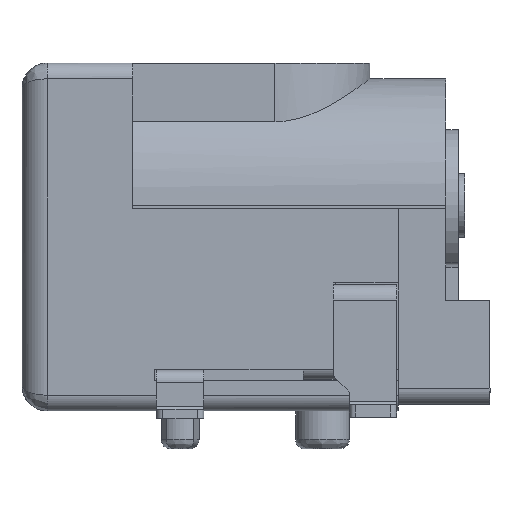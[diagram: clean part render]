
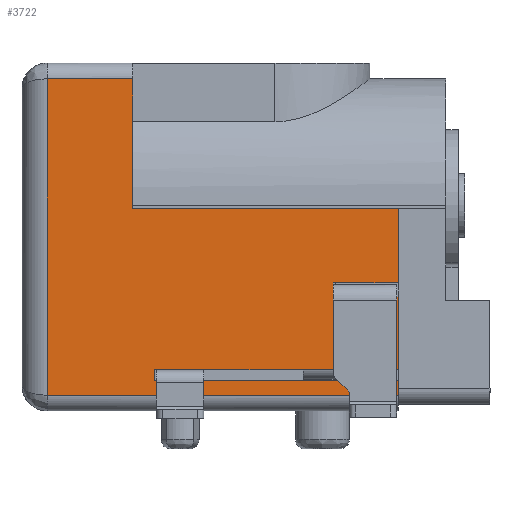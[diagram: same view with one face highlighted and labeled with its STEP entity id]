
A CAD part, front view. The second image highlights one B-rep face of the part: STEP entity #3722.
In plain terms, the highlighted planar face has unit normal (0, -1, 0).
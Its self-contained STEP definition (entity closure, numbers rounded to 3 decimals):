
#3722 = ADVANCED_FACE('',(#3723),#3861,.T.);
#3723 = FACE_BOUND('',#3724,.T.);
#3724 = EDGE_LOOP('',(#3725,#3735,#3743,#3751,#3759,#3767,#3775,#3783,
    #3791,#3799,#3807,#3815,#3823,#3831,#3839,#3847,#3855));
#3725 = ORIENTED_EDGE('',*,*,#3726,.T.);
#3726 = EDGE_CURVE('',#3727,#3729,#3731,.T.);
#3727 = VERTEX_POINT('',#3728);
#3728 = CARTESIAN_POINT('',(-1.95,-4.5,3.687));
#3729 = VERTEX_POINT('',#3730);
#3730 = CARTESIAN_POINT('',(-3.95,-4.5,3.687));
#3731 = LINE('',#3732,#3733);
#3732 = CARTESIAN_POINT('',(-1.9,-4.5,3.687));
#3733 = VECTOR('',#3734,1.);
#3734 = DIRECTION('',(-1.,0.,0.));
#3735 = ORIENTED_EDGE('',*,*,#3736,.F.);
#3736 = EDGE_CURVE('',#3737,#3729,#3739,.T.);
#3737 = VERTEX_POINT('',#3738);
#3738 = CARTESIAN_POINT('',(-3.95,-4.5,4.097));
#3739 = LINE('',#3740,#3741);
#3740 = CARTESIAN_POINT('',(-3.95,-4.5,1.241));
#3741 = VECTOR('',#3742,1.);
#3742 = DIRECTION('',(0.,0.,-1.));
#3743 = ORIENTED_EDGE('',*,*,#3744,.F.);
#3744 = EDGE_CURVE('',#3745,#3737,#3747,.T.);
#3745 = VERTEX_POINT('',#3746);
#3746 = CARTESIAN_POINT('',(-3.95,-4.5,4.15)
  );
#3747 = LINE('',#3748,#3749);
#3748 = CARTESIAN_POINT('',(-3.95,-4.5,4.15));
#3749 = VECTOR('',#3750,1.);
#3750 = DIRECTION('',(0.,0.,-1.));
#3751 = ORIENTED_EDGE('',*,*,#3752,.T.);
#3752 = EDGE_CURVE('',#3745,#3753,#3755,.T.);
#3753 = VERTEX_POINT('',#3754);
#3754 = CARTESIAN_POINT('',(-1.9,-4.5,4.15));
#3755 = LINE('',#3756,#3757);
#3756 = CARTESIAN_POINT('',(-1.9,-4.5,4.15));
#3757 = VECTOR('',#3758,1.);
#3758 = DIRECTION('',(1.,0.,0.));
#3759 = ORIENTED_EDGE('',*,*,#3760,.T.);
#3760 = EDGE_CURVE('',#3753,#3761,#3763,.T.);
#3761 = VERTEX_POINT('',#3762);
#3762 = CARTESIAN_POINT('',(-1.9,-4.5,6.5));
#3763 = LINE('',#3764,#3765);
#3764 = CARTESIAN_POINT('',(-1.9,-4.5,10.6));
#3765 = VECTOR('',#3766,1.);
#3766 = DIRECTION('',(0.,0.,1.));
#3767 = ORIENTED_EDGE('',*,*,#3768,.T.);
#3768 = EDGE_CURVE('',#3761,#3769,#3771,.T.);
#3769 = VERTEX_POINT('',#3770);
#3770 = CARTESIAN_POINT('',(-10.3,-4.5,6.5));
#3771 = LINE('',#3772,#3773);
#3772 = CARTESIAN_POINT('',(-1.9,-4.5,6.5));
#3773 = VECTOR('',#3774,1.);
#3774 = DIRECTION('',(-1.,0.,0.));
#3775 = ORIENTED_EDGE('',*,*,#3776,.T.);
#3776 = EDGE_CURVE('',#3769,#3777,#3779,.T.);
#3777 = VERTEX_POINT('',#3778);
#3778 = CARTESIAN_POINT('',(-10.3,-4.5,10.6));
#3779 = LINE('',#3780,#3781);
#3780 = CARTESIAN_POINT('',(-10.3,-4.5,10.6));
#3781 = VECTOR('',#3782,1.);
#3782 = DIRECTION('',(0.,0.,1.));
#3783 = ORIENTED_EDGE('',*,*,#3784,.T.);
#3784 = EDGE_CURVE('',#3777,#3785,#3787,.T.);
#3785 = VERTEX_POINT('',#3786);
#3786 = CARTESIAN_POINT('',(-13.,-4.5,
    10.6));
#3787 = LINE('',#3788,#3789);
#3788 = CARTESIAN_POINT('',(-1.9,-4.5,10.6));
#3789 = VECTOR('',#3790,1.);
#3790 = DIRECTION('',(-1.,0.,0.));
#3791 = ORIENTED_EDGE('',*,*,#3792,.T.);
#3792 = EDGE_CURVE('',#3785,#3793,#3795,.T.);
#3793 = VERTEX_POINT('',#3794);
#3794 = CARTESIAN_POINT('',(-13.,-4.5,
    0.6));
#3795 = LINE('',#3796,#3797);
#3796 = CARTESIAN_POINT('',(-13.,-4.5,10.6));
#3797 = VECTOR('',#3798,1.);
#3798 = DIRECTION('',(0.,0.,-1.));
#3799 = ORIENTED_EDGE('',*,*,#3800,.T.);
#3800 = EDGE_CURVE('',#3793,#3801,#3803,.T.);
#3801 = VERTEX_POINT('',#3802);
#3802 = CARTESIAN_POINT('',(-1.9,-4.5,0.6));
#3803 = LINE('',#3804,#3805);
#3804 = CARTESIAN_POINT('',(-1.9,-4.5,0.6));
#3805 = VECTOR('',#3806,1.);
#3806 = DIRECTION('',(1.,0.,0.));
#3807 = ORIENTED_EDGE('',*,*,#3808,.T.);
#3808 = EDGE_CURVE('',#3801,#3809,#3811,.T.);
#3809 = VERTEX_POINT('',#3810);
#3810 = CARTESIAN_POINT('',(-1.9,-4.5,1.05));
#3811 = LINE('',#3812,#3813);
#3812 = CARTESIAN_POINT('',(-1.9,-4.5,5.6));
#3813 = VECTOR('',#3814,1.);
#3814 = DIRECTION('',(0.,0.,1.));
#3815 = ORIENTED_EDGE('',*,*,#3816,.T.);
#3816 = EDGE_CURVE('',#3809,#3817,#3819,.T.);
#3817 = VERTEX_POINT('',#3818);
#3818 = CARTESIAN_POINT('',(-9.6,-4.5,1.05));
#3819 = LINE('',#3820,#3821);
#3820 = CARTESIAN_POINT('',(-1.9,-4.5,1.05));
#3821 = VECTOR('',#3822,1.);
#3822 = DIRECTION('',(-1.,0.,0.));
#3823 = ORIENTED_EDGE('',*,*,#3824,.T.);
#3824 = EDGE_CURVE('',#3817,#3825,#3827,.T.);
#3825 = VERTEX_POINT('',#3826);
#3826 = CARTESIAN_POINT('',(-9.6,-4.5,1.4)
  );
#3827 = LINE('',#3828,#3829);
#3828 = CARTESIAN_POINT('',(-9.6,-4.5,1.4));
#3829 = VECTOR('',#3830,1.);
#3830 = DIRECTION('',(0.,0.,1.));
#3831 = ORIENTED_EDGE('',*,*,#3832,.T.);
#3832 = EDGE_CURVE('',#3825,#3833,#3835,.T.);
#3833 = VERTEX_POINT('',#3834);
#3834 = CARTESIAN_POINT('',(-1.9,-4.5,1.4));
#3835 = LINE('',#3836,#3837);
#3836 = CARTESIAN_POINT('',(-1.9,-4.5,1.4));
#3837 = VECTOR('',#3838,1.);
#3838 = DIRECTION('',(1.,0.,0.));
#3839 = ORIENTED_EDGE('',*,*,#3840,.T.);
#3840 = EDGE_CURVE('',#3833,#3841,#3843,.T.);
#3841 = VERTEX_POINT('',#3842);
#3842 = CARTESIAN_POINT('',(-1.9,-4.5,3.7));
#3843 = LINE('',#3844,#3845);
#3844 = CARTESIAN_POINT('',(-1.9,-4.5,10.6));
#3845 = VECTOR('',#3846,1.);
#3846 = DIRECTION('',(0.,0.,1.));
#3847 = ORIENTED_EDGE('',*,*,#3848,.T.);
#3848 = EDGE_CURVE('',#3841,#3849,#3851,.T.);
#3849 = VERTEX_POINT('',#3850);
#3850 = CARTESIAN_POINT('',(-1.95,-4.5,3.7));
#3851 = LINE('',#3852,#3853);
#3852 = CARTESIAN_POINT('',(-1.9,-4.5,3.7));
#3853 = VECTOR('',#3854,1.);
#3854 = DIRECTION('',(-1.,0.,0.));
#3855 = ORIENTED_EDGE('',*,*,#3856,.F.);
#3856 = EDGE_CURVE('',#3727,#3849,#3857,.T.);
#3857 = LINE('',#3858,#3859);
#3858 = CARTESIAN_POINT('',(-1.95,-4.5,4.1));
#3859 = VECTOR('',#3860,1.);
#3860 = DIRECTION('',(0.,0.,1.));
#3861 = PLANE('',#3862);
#3862 = AXIS2_PLACEMENT_3D('',#3863,#3864,#3865);
#3863 = CARTESIAN_POINT('',(-1.9,-4.5,10.6));
#3864 = DIRECTION('',(0.,-1.,0.));
#3865 = DIRECTION('',(0.,0.,1.));
